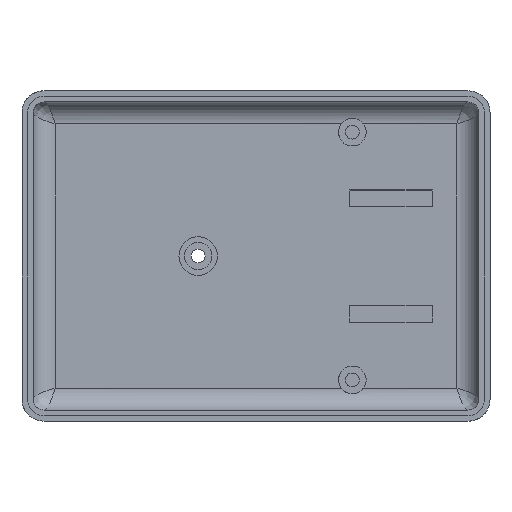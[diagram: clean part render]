
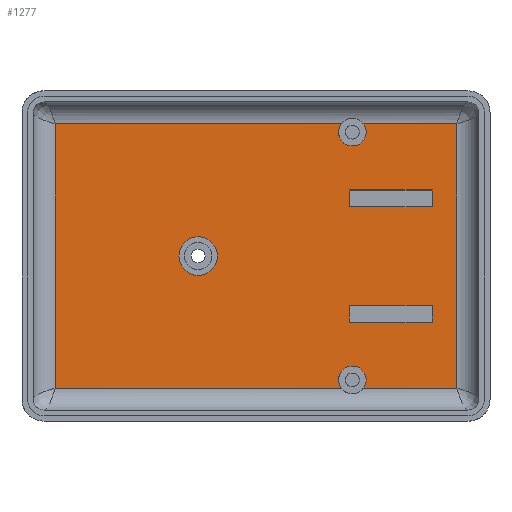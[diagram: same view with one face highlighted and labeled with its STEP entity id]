
A CAD part, top view. The second image highlights one B-rep face of the part: STEP entity #1277.
In plain terms, the highlighted planar face has unit normal (0, 0, 1).
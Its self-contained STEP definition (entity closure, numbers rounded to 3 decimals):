
#666 = VERTEX_POINT('',#667);
#667 = CARTESIAN_POINT('',(-36.5,-24.,-6.6));
#774 = EDGE_CURVE('',#666,#775,#777,.T.);
#775 = VERTEX_POINT('',#776);
#776 = CARTESIAN_POINT('',(-36.5,24.,-6.6));
#777 = LINE('',#778,#779);
#778 = CARTESIAN_POINT('',(-36.5,-26.,-6.6));
#779 = VECTOR('',#780,1.);
#780 = DIRECTION('',(0.,1.,0.));
#803 = VERTEX_POINT('',#804);
#804 = CARTESIAN_POINT('',(36.5,-24.,-6.6));
#816 = EDGE_CURVE('',#803,#817,#819,.T.);
#817 = VERTEX_POINT('',#818);
#818 = CARTESIAN_POINT('',(19.5,-24.,-6.6));
#819 = LINE('',#820,#821);
#820 = CARTESIAN_POINT('',(38.5,-24.,-6.6));
#821 = VECTOR('',#822,1.);
#822 = DIRECTION('',(-1.,-0.,-0.));
#825 = VERTEX_POINT('',#826);
#826 = CARTESIAN_POINT('',(15.5,-24.,-6.6));
#871 = EDGE_CURVE('',#825,#666,#872,.T.);
#872 = LINE('',#873,#874);
#873 = CARTESIAN_POINT('',(38.5,-24.,-6.6));
#874 = VECTOR('',#875,1.);
#875 = DIRECTION('',(-1.,-0.,-0.));
#1084 = EDGE_CURVE('',#775,#1085,#1087,.T.);
#1085 = VERTEX_POINT('',#1086);
#1086 = CARTESIAN_POINT('',(15.5,24.,-6.6));
#1087 = LINE('',#1088,#1089);
#1088 = CARTESIAN_POINT('',(-38.5,24.,-6.6));
#1089 = VECTOR('',#1090,1.);
#1090 = DIRECTION('',(1.,0.,0.));
#1093 = VERTEX_POINT('',#1094);
#1094 = CARTESIAN_POINT('',(19.5,24.,-6.6));
#1139 = EDGE_CURVE('',#1093,#1140,#1142,.T.);
#1140 = VERTEX_POINT('',#1141);
#1141 = CARTESIAN_POINT('',(36.5,24.,-6.6));
#1142 = LINE('',#1143,#1144);
#1143 = CARTESIAN_POINT('',(-38.5,24.,-6.6));
#1144 = VECTOR('',#1145,1.);
#1145 = DIRECTION('',(1.,0.,0.));
#1177 = EDGE_CURVE('',#1140,#803,#1178,.T.);
#1178 = LINE('',#1179,#1180);
#1179 = CARTESIAN_POINT('',(36.5,26.,-6.6));
#1180 = VECTOR('',#1181,1.);
#1181 = DIRECTION('',(-0.,-1.,-0.));
#1277 = ADVANCED_FACE('',(#1278,#1318,#1352,#1363),#1397,.T.);
#1278 = FACE_BOUND('',#1279,.T.);
#1279 = EDGE_LOOP('',(#1280,#1281,#1282,#1291,#1298,#1299,#1300,#1301,
    #1310,#1317));
#1280 = ORIENTED_EDGE('',*,*,#774,.F.);
#1281 = ORIENTED_EDGE('',*,*,#871,.F.);
#1282 = ORIENTED_EDGE('',*,*,#1283,.F.);
#1283 = EDGE_CURVE('',#1284,#825,#1286,.T.);
#1284 = VERTEX_POINT('',#1285);
#1285 = CARTESIAN_POINT('',(20.,-22.5,-6.6));
#1286 = CIRCLE('',#1287,2.5);
#1287 = AXIS2_PLACEMENT_3D('',#1288,#1289,#1290);
#1288 = CARTESIAN_POINT('',(17.5,-22.5,-6.6));
#1289 = DIRECTION('',(0.,0.,1.));
#1290 = DIRECTION('',(1.,0.,0.));
#1291 = ORIENTED_EDGE('',*,*,#1292,.F.);
#1292 = EDGE_CURVE('',#817,#1284,#1293,.T.);
#1293 = CIRCLE('',#1294,2.5);
#1294 = AXIS2_PLACEMENT_3D('',#1295,#1296,#1297);
#1295 = CARTESIAN_POINT('',(17.5,-22.5,-6.6));
#1296 = DIRECTION('',(0.,0.,1.));
#1297 = DIRECTION('',(1.,0.,0.));
#1298 = ORIENTED_EDGE('',*,*,#816,.F.);
#1299 = ORIENTED_EDGE('',*,*,#1177,.F.);
#1300 = ORIENTED_EDGE('',*,*,#1139,.F.);
#1301 = ORIENTED_EDGE('',*,*,#1302,.F.);
#1302 = EDGE_CURVE('',#1303,#1093,#1305,.T.);
#1303 = VERTEX_POINT('',#1304);
#1304 = CARTESIAN_POINT('',(20.,22.5,-6.6));
#1305 = CIRCLE('',#1306,2.5);
#1306 = AXIS2_PLACEMENT_3D('',#1307,#1308,#1309);
#1307 = CARTESIAN_POINT('',(17.5,22.5,-6.6));
#1308 = DIRECTION('',(0.,0.,1.));
#1309 = DIRECTION('',(1.,0.,0.));
#1310 = ORIENTED_EDGE('',*,*,#1311,.F.);
#1311 = EDGE_CURVE('',#1085,#1303,#1312,.T.);
#1312 = CIRCLE('',#1313,2.5);
#1313 = AXIS2_PLACEMENT_3D('',#1314,#1315,#1316);
#1314 = CARTESIAN_POINT('',(17.5,22.5,-6.6));
#1315 = DIRECTION('',(0.,0.,1.));
#1316 = DIRECTION('',(1.,0.,0.));
#1317 = ORIENTED_EDGE('',*,*,#1084,.F.);
#1318 = FACE_BOUND('',#1319,.T.);
#1319 = EDGE_LOOP('',(#1320,#1330,#1338,#1346));
#1320 = ORIENTED_EDGE('',*,*,#1321,.T.);
#1321 = EDGE_CURVE('',#1322,#1324,#1326,.T.);
#1322 = VERTEX_POINT('',#1323);
#1323 = CARTESIAN_POINT('',(17.,-12.,-6.6));
#1324 = VERTEX_POINT('',#1325);
#1325 = CARTESIAN_POINT('',(17.,-9.,-6.6));
#1326 = LINE('',#1327,#1328);
#1327 = CARTESIAN_POINT('',(17.,-12.,-6.6));
#1328 = VECTOR('',#1329,1.);
#1329 = DIRECTION('',(0.,1.,0.));
#1330 = ORIENTED_EDGE('',*,*,#1331,.T.);
#1331 = EDGE_CURVE('',#1324,#1332,#1334,.T.);
#1332 = VERTEX_POINT('',#1333);
#1333 = CARTESIAN_POINT('',(32.,-9.,-6.6));
#1334 = LINE('',#1335,#1336);
#1335 = CARTESIAN_POINT('',(17.,-9.,-6.6));
#1336 = VECTOR('',#1337,1.);
#1337 = DIRECTION('',(1.,0.,0.));
#1338 = ORIENTED_EDGE('',*,*,#1339,.F.);
#1339 = EDGE_CURVE('',#1340,#1332,#1342,.T.);
#1340 = VERTEX_POINT('',#1341);
#1341 = CARTESIAN_POINT('',(32.,-12.,-6.6));
#1342 = LINE('',#1343,#1344);
#1343 = CARTESIAN_POINT('',(32.,-12.,-6.6));
#1344 = VECTOR('',#1345,1.);
#1345 = DIRECTION('',(0.,1.,0.));
#1346 = ORIENTED_EDGE('',*,*,#1347,.F.);
#1347 = EDGE_CURVE('',#1322,#1340,#1348,.T.);
#1348 = LINE('',#1349,#1350);
#1349 = CARTESIAN_POINT('',(17.,-12.,-6.6));
#1350 = VECTOR('',#1351,1.);
#1351 = DIRECTION('',(1.,0.,0.));
#1352 = FACE_BOUND('',#1353,.T.);
#1353 = EDGE_LOOP('',(#1354));
#1354 = ORIENTED_EDGE('',*,*,#1355,.F.);
#1355 = EDGE_CURVE('',#1356,#1356,#1358,.T.);
#1356 = VERTEX_POINT('',#1357);
#1357 = CARTESIAN_POINT('',(-7.,0.,-6.6));
#1358 = CIRCLE('',#1359,3.5);
#1359 = AXIS2_PLACEMENT_3D('',#1360,#1361,#1362);
#1360 = CARTESIAN_POINT('',(-10.5,0.,-6.6));
#1361 = DIRECTION('',(0.,0.,1.));
#1362 = DIRECTION('',(1.,0.,0.));
#1363 = FACE_BOUND('',#1364,.T.);
#1364 = EDGE_LOOP('',(#1365,#1375,#1383,#1391));
#1365 = ORIENTED_EDGE('',*,*,#1366,.T.);
#1366 = EDGE_CURVE('',#1367,#1369,#1371,.T.);
#1367 = VERTEX_POINT('',#1368);
#1368 = CARTESIAN_POINT('',(17.,9.,-6.6));
#1369 = VERTEX_POINT('',#1370);
#1370 = CARTESIAN_POINT('',(17.,12.,-6.6));
#1371 = LINE('',#1372,#1373);
#1372 = CARTESIAN_POINT('',(17.,9.,-6.6));
#1373 = VECTOR('',#1374,1.);
#1374 = DIRECTION('',(0.,1.,0.));
#1375 = ORIENTED_EDGE('',*,*,#1376,.T.);
#1376 = EDGE_CURVE('',#1369,#1377,#1379,.T.);
#1377 = VERTEX_POINT('',#1378);
#1378 = CARTESIAN_POINT('',(32.,12.,-6.6));
#1379 = LINE('',#1380,#1381);
#1380 = CARTESIAN_POINT('',(17.,12.,-6.6));
#1381 = VECTOR('',#1382,1.);
#1382 = DIRECTION('',(1.,0.,0.));
#1383 = ORIENTED_EDGE('',*,*,#1384,.F.);
#1384 = EDGE_CURVE('',#1385,#1377,#1387,.T.);
#1385 = VERTEX_POINT('',#1386);
#1386 = CARTESIAN_POINT('',(32.,9.,-6.6));
#1387 = LINE('',#1388,#1389);
#1388 = CARTESIAN_POINT('',(32.,9.,-6.6));
#1389 = VECTOR('',#1390,1.);
#1390 = DIRECTION('',(0.,1.,0.));
#1391 = ORIENTED_EDGE('',*,*,#1392,.F.);
#1392 = EDGE_CURVE('',#1367,#1385,#1393,.T.);
#1393 = LINE('',#1394,#1395);
#1394 = CARTESIAN_POINT('',(17.,9.,-6.6));
#1395 = VECTOR('',#1396,1.);
#1396 = DIRECTION('',(1.,0.,0.));
#1397 = PLANE('',#1398);
#1398 = AXIS2_PLACEMENT_3D('',#1399,#1400,#1401);
#1399 = CARTESIAN_POINT('',(-40.5,-28.,-6.6));
#1400 = DIRECTION('',(0.,0.,1.));
#1401 = DIRECTION('',(1.,0.,0.));
